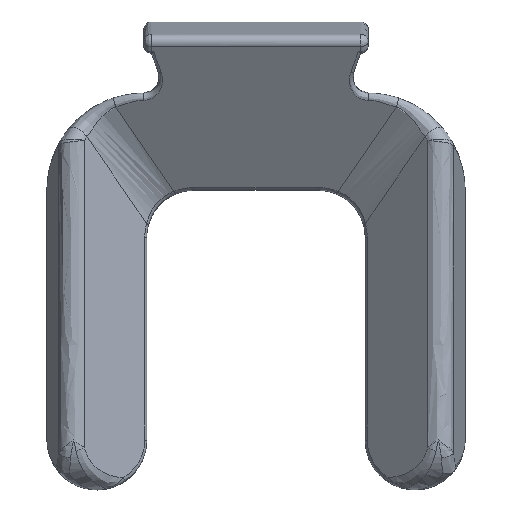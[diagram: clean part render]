
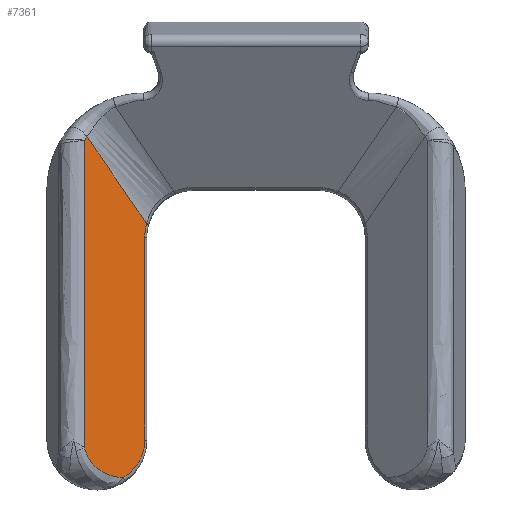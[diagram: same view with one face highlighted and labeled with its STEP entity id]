
A CAD part, top view. The second image highlights one B-rep face of the part: STEP entity #7361.
In plain terms, the highlighted free-form (B-spline) face has degree [1, 1] with [2, 2] control points.
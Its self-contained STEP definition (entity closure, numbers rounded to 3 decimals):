
#5829=CARTESIAN_POINT('',(-42.425,-146.,11.922));
#5830=VERTEX_POINT('',#5829);
#5858=CARTESIAN_POINT('',(-55.012,-136.525,23.657));
#5859=VERTEX_POINT('',#5858);
#5860=CARTESIAN_POINT('',(-55.012,-136.525,23.657));
#5861=CARTESIAN_POINT('',(-52.824,-146.003,21.617));
#5862=CARTESIAN_POINT('',(-42.425,-146.,11.922));
#5870=(BOUNDED_CURVE()B_SPLINE_CURVE(2,(#5860,#5861,#5862),.UNSPECIFIED.,.F.,.U.)CURVE()GEOMETRIC_REPRESENTATION_ITEM()QUASI_UNIFORM_CURVE()RATIONAL_B_SPLINE_CURVE((1.0,0.778,1.0))REPRESENTATION_ITEM(''));
#5871=EDGE_CURVE('',#5859,#5830,#5870,.T.);
#6493=CARTESIAN_POINT('',(-35.056,-64.596,5.052));
#6494=VERTEX_POINT('',#6493);
#6495=CARTESIAN_POINT('',(-54.204,-36.773,22.904));
#6496=VERTEX_POINT('',#6495);
#6497=CARTESIAN_POINT('',(-35.056,-64.596,5.052));
#6498=CARTESIAN_POINT('',(-54.204,-36.773,22.904));
#6499=QUASI_UNIFORM_CURVE('',1,(#6497,#6498),.UNSPECIFIED.,.F.,.U.);
#6500=EDGE_CURVE('',#6494,#6496,#6499,.T.);
#7183=CARTESIAN_POINT('',(-55.012,-38.049,23.657));
#7184=VERTEX_POINT('',#7183);
#7185=CARTESIAN_POINT('',(-55.012,-38.049,23.657));
#7186=CARTESIAN_POINT('',(-55.012,-70.874,23.657));
#7187=CARTESIAN_POINT('',(-55.012,-103.699,23.657));
#7188=CARTESIAN_POINT('',(-55.012,-136.525,23.657));
#7189=B_SPLINE_CURVE_WITH_KNOTS('',3,(#7185,#7186,#7187,#7188),.UNSPECIFIED.,.F.,.U.,(4,4),(0.423,0.596),.UNSPECIFIED.);
#7190=EDGE_CURVE('',#7184,#5859,#7189,.T.);
#7310=CARTESIAN_POINT('',(-34.059,-31.317,4.123));
#7311=CARTESIAN_POINT('',(-56.009,-31.317,24.586));
#7312=CARTESIAN_POINT('',(-34.059,-151.456,4.123));
#7313=CARTESIAN_POINT('',(-56.009,-151.456,24.586));
#7314=B_SPLINE_SURFACE_WITH_KNOTS('',1,1,((#7310,#7312),(#7311,#7313)),.UNSPECIFIED.,.F.,.F.,.U.,(2,2),(2,2),(0.0,30.009),(0.0,120.139),.UNSPECIFIED.);
#7315=ORIENTED_EDGE('',*,*,#5871,.T.);
#7316=CARTESIAN_POINT('',(-35.636,-134.0,5.593));
#7317=VERTEX_POINT('',#7316);
#7318=CARTESIAN_POINT('',(-42.425,-146.,11.922));
#7319=CARTESIAN_POINT('',(-35.636,-141.92,5.593));
#7320=CARTESIAN_POINT('',(-35.636,-134.0,5.593));
#7328=(BOUNDED_CURVE()B_SPLINE_CURVE(2,(#7318,#7319,#7320),.UNSPECIFIED.,.F.,.U.)CURVE()GEOMETRIC_REPRESENTATION_ITEM()QUASI_UNIFORM_CURVE()RATIONAL_B_SPLINE_CURVE((1.0,0.87,1.0))REPRESENTATION_ITEM(''));
#7329=EDGE_CURVE('',#5830,#7317,#7328,.T.);
#7330=ORIENTED_EDGE('',*,*,#7329,.T.);
#7331=CARTESIAN_POINT('',(-35.636,-69.0,5.593));
#7332=VERTEX_POINT('',#7331);
#7333=CARTESIAN_POINT('',(-35.636,-134.0,5.593));
#7334=CARTESIAN_POINT('',(-35.636,-69.0,5.593));
#7335=QUASI_UNIFORM_CURVE('',1,(#7333,#7334),.UNSPECIFIED.,.F.,.U.);
#7336=EDGE_CURVE('',#7317,#7332,#7335,.T.);
#7337=ORIENTED_EDGE('',*,*,#7336,.T.);
#7338=CARTESIAN_POINT('',(-35.636,-69.0,5.593));
#7339=CARTESIAN_POINT('',(-35.636,-66.76,5.593));
#7340=CARTESIAN_POINT('',(-35.056,-64.596,5.052));
#7348=(BOUNDED_CURVE()B_SPLINE_CURVE(2,(#7338,#7339,#7340),.UNSPECIFIED.,.F.,.U.)CURVE()GEOMETRIC_REPRESENTATION_ITEM()QUASI_UNIFORM_CURVE()RATIONAL_B_SPLINE_CURVE((1.0,0.991,1.0))REPRESENTATION_ITEM(''));
#7349=EDGE_CURVE('',#7332,#6494,#7348,.T.);
#7350=ORIENTED_EDGE('',*,*,#7349,.T.);
#7351=ORIENTED_EDGE('',*,*,#6500,.T.);
#7352=CARTESIAN_POINT('',(-54.204,-36.773,22.904));
#7353=CARTESIAN_POINT('',(-54.654,-37.325,23.323));
#7354=CARTESIAN_POINT('',(-55.012,-38.049,23.657));
#7355=QUASI_UNIFORM_CURVE('',2,(#7352,#7353,#7354),.UNSPECIFIED.,.F.,.U.);
#7356=EDGE_CURVE('',#6496,#7184,#7355,.T.);
#7357=ORIENTED_EDGE('',*,*,#7356,.T.);
#7358=ORIENTED_EDGE('',*,*,#7190,.T.);
#7359=EDGE_LOOP('',(#7315,#7330,#7337,#7350,#7351,#7357,#7358));
#7360=FACE_OUTER_BOUND('',#7359,.T.);
#7361=ADVANCED_FACE('',(#7360),#7314,.T.);
